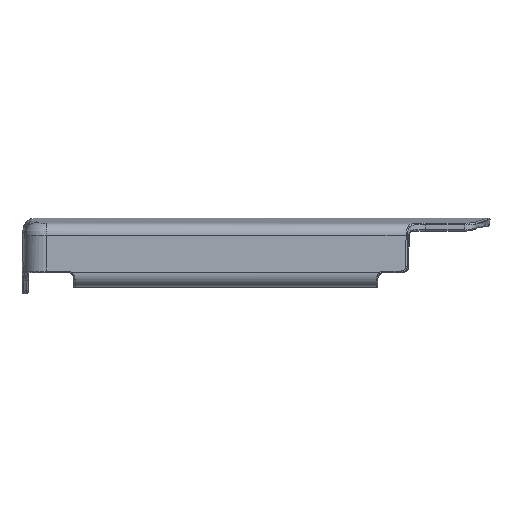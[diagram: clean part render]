
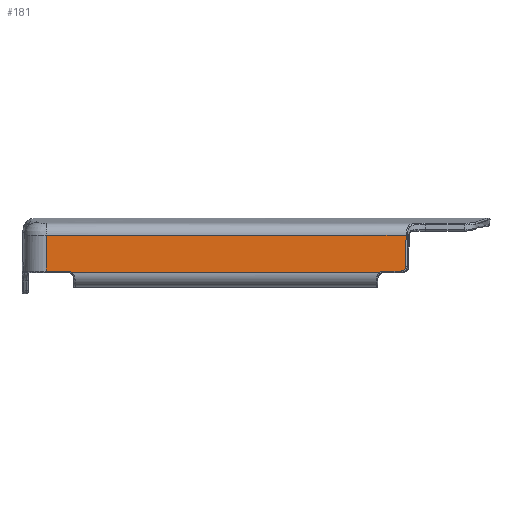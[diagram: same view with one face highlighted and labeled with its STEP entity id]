
A CAD part, left-side view. The second image highlights one B-rep face of the part: STEP entity #181.
In plain terms, the highlighted planar face has unit normal (-1, 0, 0.018).
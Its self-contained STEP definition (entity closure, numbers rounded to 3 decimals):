
#181=ADVANCED_FACE('',(#419),#3350,.T.);
#419=FACE_OUTER_BOUND('',#658,.T.);
#658=EDGE_LOOP('',(#1518,#1519,#1520,#1521,#1522,#1523,#1524,#1525,#1526));
#1518=ORIENTED_EDGE('',*,*,#2252,.T.);
#1519=ORIENTED_EDGE('',*,*,#1960,.F.);
#1520=ORIENTED_EDGE('',*,*,#2100,.F.);
#1521=ORIENTED_EDGE('',*,*,#1970,.F.);
#1522=ORIENTED_EDGE('',*,*,#2058,.T.);
#1523=ORIENTED_EDGE('',*,*,#2041,.F.);
#1524=ORIENTED_EDGE('',*,*,#1917,.F.);
#1525=ORIENTED_EDGE('',*,*,#2112,.F.);
#1526=ORIENTED_EDGE('',*,*,#2205,.T.);
#1917=EDGE_CURVE('',#3043,#3078,#2590,.T.);
#1960=EDGE_CURVE('',#3016,#3203,#2468,.T.);
#1970=EDGE_CURVE('',#3077,#3015,#2610,.T.);
#2041=EDGE_CURVE('',#3078,#3079,#2681,.T.);
#2058=EDGE_CURVE('',#3077,#3079,#2698,.T.);
#2100=EDGE_CURVE('',#3015,#3016,#2740,.T.);
#2112=EDGE_CURVE('',#3157,#3043,#2478,.T.);
#2205=EDGE_CURVE('',#3157,#3224,#2823,.T.);
#2252=EDGE_CURVE('',#3224,#3203,#2870,.T.);
#2468=B_SPLINE_CURVE_WITH_KNOTS('',1,(#7741,#7742),.UNSPECIFIED.,.F.,.F.,
(2,2),(13.927,90.84),.UNSPECIFIED.);
#2478=B_SPLINE_CURVE_WITH_KNOTS('',1,(#8583,#8584),.UNSPECIFIED.,.F.,.F.,
(2,2),(12.952,19.329),.UNSPECIFIED.);
#2590=(
BOUNDED_CURVE()
B_SPLINE_CURVE(1,(#7488,#7489),.UNSPECIFIED.,.F.,.F.)
B_SPLINE_CURVE_WITH_KNOTS((2,2),(0.,89.994),
 .UNSPECIFIED.)
CURVE()
GEOMETRIC_REPRESENTATION_ITEM()
RATIONAL_B_SPLINE_CURVE((1.,1.))
REPRESENTATION_ITEM('')
);
#2610=(
BOUNDED_CURVE()
B_SPLINE_CURVE(1,(#7785,#7786),.UNSPECIFIED.,.F.,.F.)
B_SPLINE_CURVE_WITH_KNOTS((2,2),(-0.113,4.152),
 .UNSPECIFIED.)
CURVE()
GEOMETRIC_REPRESENTATION_ITEM()
RATIONAL_B_SPLINE_CURVE((1.,1.))
REPRESENTATION_ITEM('')
);
#2681=(
BOUNDED_CURVE()
B_SPLINE_CURVE(3,(#8110,#8111,#8112,#8113),.UNSPECIFIED.,.F.,.F.)
B_SPLINE_CURVE_WITH_KNOTS((4,4),(0.002,7.814),
 .UNSPECIFIED.)
CURVE()
GEOMETRIC_REPRESENTATION_ITEM()
RATIONAL_B_SPLINE_CURVE((1.,1.,1.,1.))
REPRESENTATION_ITEM('')
);
#2698=(
BOUNDED_CURVE()
B_SPLINE_CURVE(3,(#8183,#8184,#8185,#8186,#8187,#8188,#8189),
 .UNSPECIFIED.,.F.,.F.)
B_SPLINE_CURVE_WITH_KNOTS((4,1,1,1,4),(0.105,0.542,
1.018,1.488,1.922),.UNSPECIFIED.)
CURVE()
GEOMETRIC_REPRESENTATION_ITEM()
RATIONAL_B_SPLINE_CURVE((1.,1.,1.,1.,1.,1.,1.))
REPRESENTATION_ITEM('')
);
#2740=(
BOUNDED_CURVE()
B_SPLINE_CURVE(3,(#8496,#8497,#8498,#8499,#8500,#8501,#8502,#8503,#8504,
#8505,#8506,#8507,#8508),.UNSPECIFIED.,.F.,.F.)
B_SPLINE_CURVE_WITH_KNOTS((4,3,3,3,4),(-2.955,-2.586,
-2.216,-1.847,-1.725),.UNSPECIFIED.)
CURVE()
GEOMETRIC_REPRESENTATION_ITEM()
RATIONAL_B_SPLINE_CURVE((1.,1.,1.,1.,1.,1.,1.,1.,1.,1.,1.,1.,1.))
REPRESENTATION_ITEM('')
);
#2823=(
BOUNDED_CURVE()
B_SPLINE_CURVE(1,(#8951,#8952),.UNSPECIFIED.,.F.,.F.)
B_SPLINE_CURVE_WITH_KNOTS((2,2),(0.,5.274),
 .UNSPECIFIED.)
CURVE()
GEOMETRIC_REPRESENTATION_ITEM()
RATIONAL_B_SPLINE_CURVE((1.,1.))
REPRESENTATION_ITEM('')
);
#2870=(
BOUNDED_CURVE()
B_SPLINE_CURVE(3,(#9339,#9340,#9341,#9342,#9343,#9344,#9345,#9346,#9347,
#9348,#9349,#9350,#9351),.UNSPECIFIED.,.F.,.F.)
B_SPLINE_CURVE_WITH_KNOTS((4,3,3,3,4),(-2.955,-2.585,
-2.216,-1.847,-1.725),.UNSPECIFIED.)
CURVE()
GEOMETRIC_REPRESENTATION_ITEM()
RATIONAL_B_SPLINE_CURVE((1.,1.,1.,1.,1.,1.,1.,1.,1.,1.,1.,1.,1.))
REPRESENTATION_ITEM('')
);
#3015=VERTEX_POINT('',#6934);
#3016=VERTEX_POINT('',#6935);
#3043=VERTEX_POINT('',#6962);
#3077=VERTEX_POINT('',#6996);
#3078=VERTEX_POINT('',#6997);
#3079=VERTEX_POINT('',#6998);
#3157=VERTEX_POINT('',#7076);
#3203=VERTEX_POINT('',#7122);
#3224=VERTEX_POINT('',#7143);
#3350=PLANE('',#3635);
#3635=AXIS2_PLACEMENT_3D('',#6670,#3742,$);
#3742=DIRECTION('',(-1.,0.,0.017));
#6670=CARTESIAN_POINT('',(-38.908,-17.954,-12.485));
#6934=CARTESIAN_POINT('',(-38.796,18.259,-6.061));
#6935=CARTESIAN_POINT('',(-38.803,19.402,-6.449));
#6962=CARTESIAN_POINT('',(-38.64,102.732,2.869));
#6996=CARTESIAN_POINT('',(-38.796,13.993,-6.061));
#6997=CARTESIAN_POINT('',(-38.64,12.738,2.869));
#6998=CARTESIAN_POINT('',(-38.777,12.796,-4.942));
#7076=CARTESIAN_POINT('',(-38.796,102.732,-6.061));
#7122=CARTESIAN_POINT('',(-38.803,96.315,-6.449));
#7143=CARTESIAN_POINT('',(-38.796,97.459,-6.061));
#7488=CARTESIAN_POINT('',(-38.64,102.732,2.869));
#7489=CARTESIAN_POINT('',(-38.64,12.738,2.869));
#7741=CARTESIAN_POINT('',(-38.803,19.402,-6.449));
#7742=CARTESIAN_POINT('',(-38.803,96.315,-6.449));
#7785=CARTESIAN_POINT('',(-38.796,13.993,-6.061));
#7786=CARTESIAN_POINT('',(-38.796,18.259,-6.061));
#8110=CARTESIAN_POINT('',(-38.64,12.738,2.869));
#8111=CARTESIAN_POINT('',(-38.686,12.758,0.266));
#8112=CARTESIAN_POINT('',(-38.731,12.777,-2.338));
#8113=CARTESIAN_POINT('',(-38.777,12.796,-4.942));
#8183=CARTESIAN_POINT('',(-38.796,13.993,-6.061));
#8184=CARTESIAN_POINT('',(-38.796,13.848,-6.061));
#8185=CARTESIAN_POINT('',(-38.795,13.544,-6.007));
#8186=CARTESIAN_POINT('',(-38.791,13.141,-5.765));
#8187=CARTESIAN_POINT('',(-38.784,12.863,-5.387));
#8188=CARTESIAN_POINT('',(-38.779,12.797,-5.086));
#8189=CARTESIAN_POINT('',(-38.777,12.796,-4.942));
#8496=CARTESIAN_POINT('',(-38.796,18.259,-6.061));
#8497=CARTESIAN_POINT('',(-38.796,18.382,-6.061));
#8498=CARTESIAN_POINT('',(-38.796,18.505,-6.073));
#8499=CARTESIAN_POINT('',(-38.797,18.626,-6.097));
#8500=CARTESIAN_POINT('',(-38.797,18.746,-6.121));
#8501=CARTESIAN_POINT('',(-38.798,18.865,-6.157));
#8502=CARTESIAN_POINT('',(-38.799,18.979,-6.204));
#8503=CARTESIAN_POINT('',(-38.799,19.092,-6.251));
#8504=CARTESIAN_POINT('',(-38.8,19.201,-6.31));
#8505=CARTESIAN_POINT('',(-38.802,19.304,-6.378));
#8506=CARTESIAN_POINT('',(-38.802,19.337,-6.4));
#8507=CARTESIAN_POINT('',(-38.802,19.37,-6.424));
#8508=CARTESIAN_POINT('',(-38.803,19.402,-6.449));
#8583=CARTESIAN_POINT('',(-38.796,102.732,-6.061));
#8584=CARTESIAN_POINT('',(-38.64,102.732,2.869));
#8951=CARTESIAN_POINT('',(-38.796,102.732,-6.061));
#8952=CARTESIAN_POINT('',(-38.796,97.459,-6.061));
#9339=CARTESIAN_POINT('',(-38.796,97.459,-6.061));
#9340=CARTESIAN_POINT('',(-38.796,97.336,-6.061));
#9341=CARTESIAN_POINT('',(-38.796,97.212,-6.073));
#9342=CARTESIAN_POINT('',(-38.797,97.092,-6.097));
#9343=CARTESIAN_POINT('',(-38.797,96.971,-6.121));
#9344=CARTESIAN_POINT('',(-38.798,96.853,-6.157));
#9345=CARTESIAN_POINT('',(-38.799,96.739,-6.204));
#9346=CARTESIAN_POINT('',(-38.799,96.625,-6.251));
#9347=CARTESIAN_POINT('',(-38.8,96.516,-6.31));
#9348=CARTESIAN_POINT('',(-38.802,96.414,-6.378));
#9349=CARTESIAN_POINT('',(-38.802,96.38,-6.4));
#9350=CARTESIAN_POINT('',(-38.802,96.347,-6.424));
#9351=CARTESIAN_POINT('',(-38.803,96.315,-6.449));
